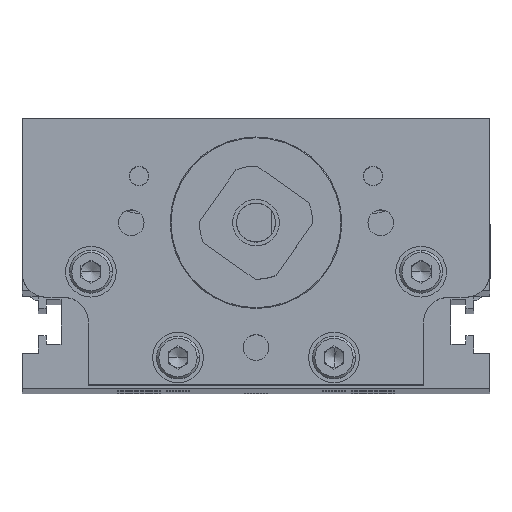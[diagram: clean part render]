
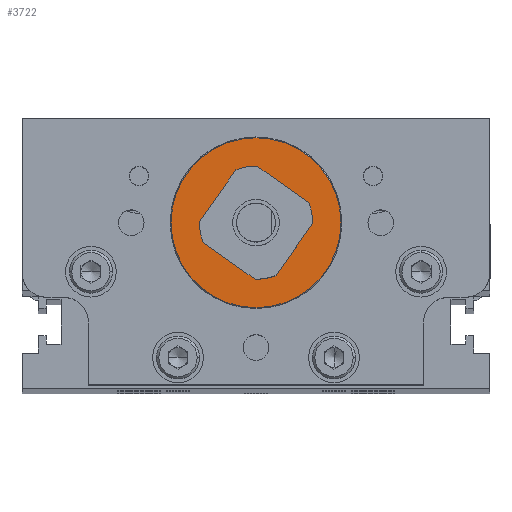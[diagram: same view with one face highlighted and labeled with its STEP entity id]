
A CAD part, top view. The second image highlights one B-rep face of the part: STEP entity #3722.
In plain terms, the highlighted planar face has unit normal (0, 0, 1).
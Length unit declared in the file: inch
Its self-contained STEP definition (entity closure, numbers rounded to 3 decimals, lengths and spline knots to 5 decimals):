
#2621 = AXIS2_PLACEMENT_3D ( 'NONE', #55011, #47194, #16531 ) ;
#3722 = ADVANCED_FACE ( 'NONE', ( #102803, #32114 ), #63854, .T. ) ;
#5192 = ORIENTED_EDGE ( 'NONE', *, *, #22853, .F. ) ;
#11306 = VERTEX_POINT ( 'NONE', #68499 ) ;
#14655 = EDGE_CURVE ( 'NONE', #42898, #62088, #74062, .T. ) ;
#16531 = DIRECTION ( 'NONE',  ( 1., 0., 0. ) ) ;
#20729 = AXIS2_PLACEMENT_3D ( 'NONE', #60016, #28782, #68334 ) ;
#22272 = EDGE_LOOP ( 'NONE', ( #46973, #5192 ) ) ;
#22853 = EDGE_CURVE ( 'NONE', #43067, #11306, #47701, .T. ) ;
#23015 = EDGE_CURVE ( 'NONE', #11306, #43067, #90801, .T. ) ;
#23747 = CARTESIAN_POINT ( 'NONE',  ( -0.19685, 0.83465, 8.32677 ) ) ;
#28391 = CARTESIAN_POINT ( 'NONE',  ( 0., 0.83465, 8.32677 ) ) ;
#28782 = DIRECTION ( 'NONE',  ( 0., 0., -1. ) ) ;
#31987 = CARTESIAN_POINT ( 'NONE',  ( 0.19685, 0.83465, 8.32677 ) ) ;
#32114 = FACE_OUTER_BOUND ( 'NONE', #22272, .T. ) ;
#34211 = AXIS2_PLACEMENT_3D ( 'NONE', #83324, #44845, #45343 ) ;
#35661 = CIRCLE ( 'NONE', #20729, 0.19685 ) ;
#39915 = DIRECTION ( 'NONE',  ( 0., 0., -1. ) ) ;
#40334 = CARTESIAN_POINT ( 'NONE',  ( 0., 0.40557, 8.32677 ) ) ;
#42039 = EDGE_CURVE ( 'NONE', #62088, #42898, #35661, .T. ) ;
#42898 = VERTEX_POINT ( 'NONE', #31987 ) ;
#43067 = VERTEX_POINT ( 'NONE', #40334 ) ;
#44845 = DIRECTION ( 'NONE',  ( 0., 0., -1. ) ) ;
#45343 = DIRECTION ( 'NONE',  ( 1., 0., 0. ) ) ;
#46973 = ORIENTED_EDGE ( 'NONE', *, *, #23015, .F. ) ;
#47194 = DIRECTION ( 'NONE',  ( 0., 0., 1. ) ) ;
#47701 = CIRCLE ( 'NONE', #50996, 0.42907 ) ;
#50996 = AXIS2_PLACEMENT_3D ( 'NONE', #79407, #39915, #73144 ) ;
#51808 = DIRECTION ( 'NONE',  ( 0., 1., 0. ) ) ;
#55011 = CARTESIAN_POINT ( 'NONE',  ( 0., 0.83465, 8.32677 ) ) ;
#55987 = EDGE_LOOP ( 'NONE', ( #59928, #82403 ) ) ;
#59928 = ORIENTED_EDGE ( 'NONE', *, *, #14655, .T. ) ;
#60016 = CARTESIAN_POINT ( 'NONE',  ( 0., 0.83465, 8.32677 ) ) ;
#62088 = VERTEX_POINT ( 'NONE', #23747 ) ;
#63854 = PLANE ( 'NONE',  #2621 ) ;
#66898 = DIRECTION ( 'NONE',  ( 0., 0., -1. ) ) ;
#68334 = DIRECTION ( 'NONE',  ( 1., 0., 0. ) ) ;
#68499 = CARTESIAN_POINT ( 'NONE',  ( 0., 1.26372, 8.32677 ) ) ;
#72579 = AXIS2_PLACEMENT_3D ( 'NONE', #28391, #66898, #51808 ) ;
#73144 = DIRECTION ( 'NONE',  ( 0., 1., 0. ) ) ;
#74062 = CIRCLE ( 'NONE', #34211, 0.19685 ) ;
#79407 = CARTESIAN_POINT ( 'NONE',  ( 0., 0.83465, 8.32677 ) ) ;
#82403 = ORIENTED_EDGE ( 'NONE', *, *, #42039, .T. ) ;
#83324 = CARTESIAN_POINT ( 'NONE',  ( 0., 0.83465, 8.32677 ) ) ;
#90801 = CIRCLE ( 'NONE', #72579, 0.42907 ) ;
#102803 = FACE_BOUND ( 'NONE', #55987, .T. ) ;
